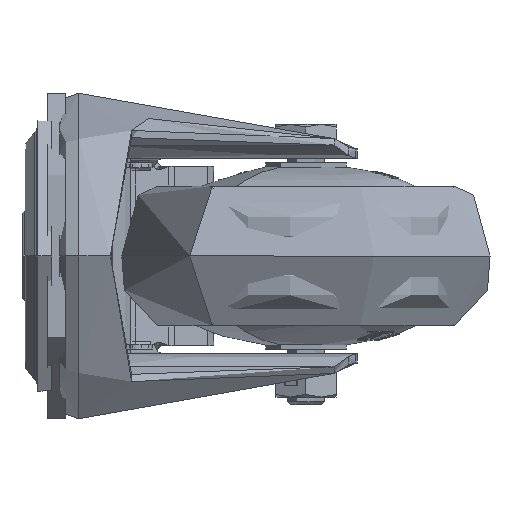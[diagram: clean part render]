
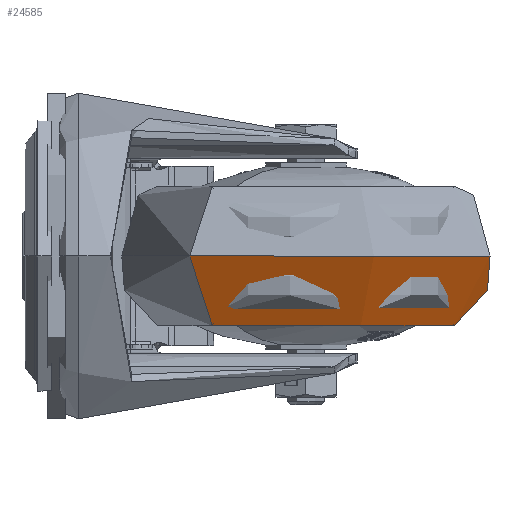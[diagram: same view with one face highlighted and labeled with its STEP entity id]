
A CAD part, left-side view. The second image highlights one B-rep face of the part: STEP entity #24585.
In plain terms, the highlighted free-form (B-spline) face has degree [3, 3] with [4, 4] control points.
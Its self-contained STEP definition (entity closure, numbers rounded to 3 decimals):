
#1923 = CARTESIAN_POINT ( 'NONE',  ( 6.735, -29.25, 0. ) ) ;
#2402 = CARTESIAN_POINT ( 'NONE',  ( -36.651, -88.764, -15. ) ) ;
#4824 = AXIS2_PLACEMENT_3D ( 'NONE', #66445, #82995, #44927 ) ;
#9470 = CARTESIAN_POINT ( 'NONE',  ( 20.861, -134.659, -15. ) ) ;
#11711 = CARTESIAN_POINT ( 'NONE',  ( 12.793, -34.084, -15. ) ) ;
#13365 = CARTESIAN_POINT ( 'NONE',  ( 63.207, -74.316, -15. ) ) ;
#15707 = CARTESIAN_POINT ( 'NONE',  ( 22.976, -124.731, -15. ) ) ;
#16663 = CARTESIAN_POINT ( 'NONE',  ( 19.366, -141.68, -8.787 ) ) ;
#16930 = VERTEX_POINT ( 'NONE', #50242 ) ;
#17111 = FACE_OUTER_BOUND ( 'NONE', #18541, .T. ) ;
#17585 = CARTESIAN_POINT ( 'NONE',  ( 19.366, -141.68, 0. ) ) ;
#18541 = EDGE_LOOP ( 'NONE', ( #67675, #29956, #66912, #88041 ) ) ;
#22806 = AXIS2_PLACEMENT_3D ( 'NONE', #32452, #83517, #46767 ) ;
#24243 = CARTESIAN_POINT ( 'NONE',  ( 6.735, -29.25, -8.787 ) ) ;
#24585 = ADVANCED_FACE ( 'NONE', ( #17111 ), #39133, .F. ) ;
#27180 = EDGE_CURVE ( 'NONE', #16930, #72476, #56186, .T. ) ;
#28132 = EDGE_CURVE ( 'NONE', #16930, #93513, #75971, .T. ) ;
#28590 = CARTESIAN_POINT ( 'NONE',  ( 69.265, -79.15, -8.787 ) ) ;
#29956 = ORIENTED_EDGE ( 'NONE', *, *, #48406, .T. ) ;
#31404 = CARTESIAN_POINT ( 'NONE',  ( 9.244, -31.253, -15. ) ) ;
#31874 = CARTESIAN_POINT ( 'NONE',  ( 69.265, -79.15, -8.787 ) ) ;
#32452 = CARTESIAN_POINT ( 'NONE',  ( 38., -54.2, 0. ) ) ;
#33167 = CARTESIAN_POINT ( 'NONE',  ( 6.735, -29.25, 0. ) ) ;
#34629 = EDGE_CURVE ( 'NONE', #72476, #38468, #35235, .T. ) ;
#34807 = CARTESIAN_POINT ( 'NONE',  ( 69.265, -79.15, 0. ) ) ;
#35035 = CARTESIAN_POINT ( 'NONE',  ( 63.207, -74.316, -15. ) ) ;
#35235 = CIRCLE ( 'NONE', #4824, 32.25 ) ;
#38468 = VERTEX_POINT ( 'NONE', #35035 ) ;
#39133 =( BOUNDED_SURFACE ( )  B_SPLINE_SURFACE ( 3, 3, ( 
 ( #74389, #17585, #45233, #1923 ),
 ( #31874, #16663, #67684, #24243 ),
 ( #45715, #9470, #2402, #31404 ),
 ( #90045, #15707, #46642, #82950 ) ),
 .UNSPECIFIED., .F., .F., .F. ) 
 B_SPLINE_SURFACE_WITH_KNOTS ( ( 4, 4 ),
 ( 4, 4 ),
 ( 0., 1. ),
 ( 0., 1. ),
 .UNSPECIFIED. ) 
 GEOMETRIC_REPRESENTATION_ITEM ( )  RATIONAL_B_SPLINE_SURFACE ( (
 ( 1., 0.333, 0.333, 1.),
 ( 0.805, 0.268, 0.268, 0.805),
 ( 0.805, 0.268, 0.268, 0.805),
 ( 1., 0.333, 0.333, 1.) ) ) 
 REPRESENTATION_ITEM ( '' )  SURFACE ( )  );
#44927 = DIRECTION ( 'NONE',  ( 0.782, -0.624, 0. ) ) ;
#45233 = CARTESIAN_POINT ( 'NONE',  ( -43.165, -91.78, 0. ) ) ;
#45715 = CARTESIAN_POINT ( 'NONE',  ( 66.756, -77.147, -15. ) ) ;
#46642 = CARTESIAN_POINT ( 'NONE',  ( -27.439, -84.499, -15. ) ) ;
#46767 = DIRECTION ( 'NONE',  ( -0.782, 0.624, 0. ) ) ;
#48342 =( BOUNDED_CURVE ( )  B_SPLINE_CURVE ( 3, ( #13365, #71582, #28590, #34807 ),
 .UNSPECIFIED., .F., .T. ) 
 B_SPLINE_CURVE_WITH_KNOTS ( ( 4, 4 ),
 ( 3.142, 4.712 ),
 .UNSPECIFIED. ) 
 CURVE ( )  GEOMETRIC_REPRESENTATION_ITEM ( )  RATIONAL_B_SPLINE_CURVE ( ( 1., 0.805, 0.805, 1. ) ) 
 REPRESENTATION_ITEM ( '' )  );
#48406 = EDGE_CURVE ( 'NONE', #38468, #93513, #48342, .T. ) ;
#50242 = CARTESIAN_POINT ( 'NONE',  ( 6.735, -29.25, 0. ) ) ;
#56186 =( BOUNDED_CURVE ( )  B_SPLINE_CURVE ( 3, ( #33167, #91335, #84264, #11711 ),
 .UNSPECIFIED., .F., .T. ) 
 B_SPLINE_CURVE_WITH_KNOTS ( ( 4, 4 ),
 ( 1.571, 3.142 ),
 .UNSPECIFIED. ) 
 CURVE ( )  GEOMETRIC_REPRESENTATION_ITEM ( )  RATIONAL_B_SPLINE_CURVE ( ( 1., 0.805, 0.805, 1. ) ) 
 REPRESENTATION_ITEM ( '' )  );
#56872 = CARTESIAN_POINT ( 'NONE',  ( 12.793, -34.084, -15. ) ) ;
#66445 = CARTESIAN_POINT ( 'NONE',  ( 38., -54.2, -15. ) ) ;
#66912 = ORIENTED_EDGE ( 'NONE', *, *, #28132, .F. ) ;
#67675 = ORIENTED_EDGE ( 'NONE', *, *, #34629, .T. ) ;
#67684 = CARTESIAN_POINT ( 'NONE',  ( -43.165, -91.78, -8.787 ) ) ;
#71582 = CARTESIAN_POINT ( 'NONE',  ( 66.756, -77.147, -15. ) ) ;
#71855 = CARTESIAN_POINT ( 'NONE',  ( 69.265, -79.15, 0. ) ) ;
#72476 = VERTEX_POINT ( 'NONE', #56872 ) ;
#74389 = CARTESIAN_POINT ( 'NONE',  ( 69.265, -79.15, 0. ) ) ;
#75971 = CIRCLE ( 'NONE', #22806, 40. ) ;
#82950 = CARTESIAN_POINT ( 'NONE',  ( 12.793, -34.084, -15. ) ) ;
#82995 = DIRECTION ( 'NONE',  ( 0., 0., 1. ) ) ;
#83517 = DIRECTION ( 'NONE',  ( 0., 0., 1. ) ) ;
#84264 = CARTESIAN_POINT ( 'NONE',  ( 9.244, -31.253, -15. ) ) ;
#88041 = ORIENTED_EDGE ( 'NONE', *, *, #27180, .T. ) ;
#90045 = CARTESIAN_POINT ( 'NONE',  ( 63.207, -74.316, -15. ) ) ;
#91335 = CARTESIAN_POINT ( 'NONE',  ( 6.735, -29.25, -8.787 ) ) ;
#93513 = VERTEX_POINT ( 'NONE', #71855 ) ;
